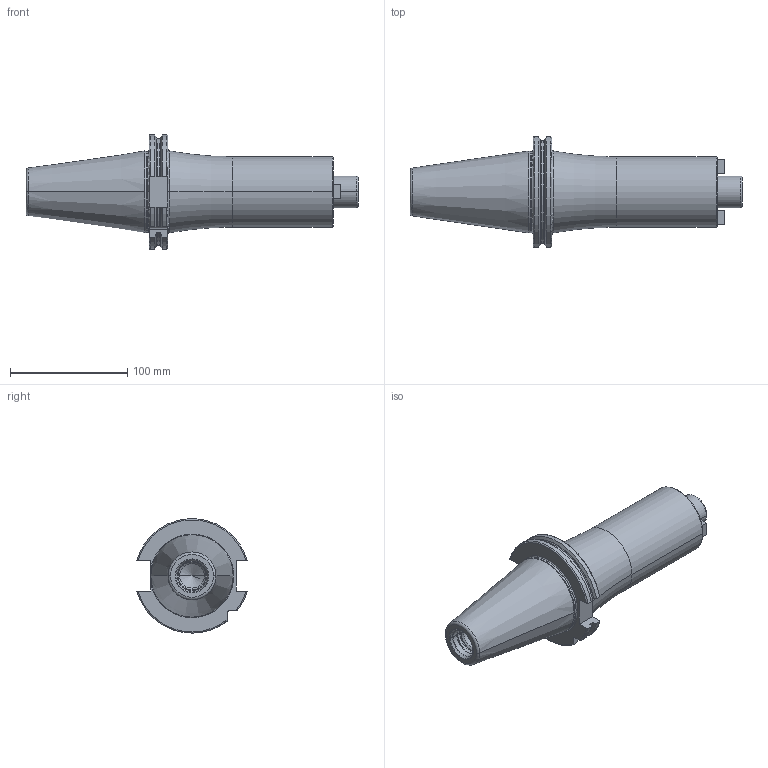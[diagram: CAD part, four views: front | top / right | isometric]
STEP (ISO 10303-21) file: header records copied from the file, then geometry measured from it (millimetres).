
FILE_DESCRIPTION((''),'2;1');
FILE_NAME('50-352-27','2011-08-31T',('mei'),(''),'PRO/ENGINEER BY PARAMETRIC TECHNOLOGY CORPORATION, 2010430','PRO/ENGINEER BY PARAMETRIC TECHNOLOGY CORPORATION, 2010430','');
FILE_SCHEMA(('CONFIG_CONTROL_DESIGN'));
Length unit declared in the file: millimetre
Products named in the file (1): 50-352-27
Bounding box: 282.6 x 94 x 97.29 mm (x, y, z)
Volume: 767301.1 mm3; surface area: 73086.5 mm2
Topology: 1 solids, 3 shells, 112 faces, 280 edges, 174 vertices
Faces by surface type: plane 32, torus 32, cylinder 28, cone 20
Entity records: 3574 total; most frequent: CARTESIAN_POINT 850, DIRECTION 588, ORIENTED_EDGE 544, EDGE_CURVE 276, AXIS2_PLACEMENT_3D 239, VERTEX_POINT 174, CIRCLE 126, EDGE_LOOP 120
